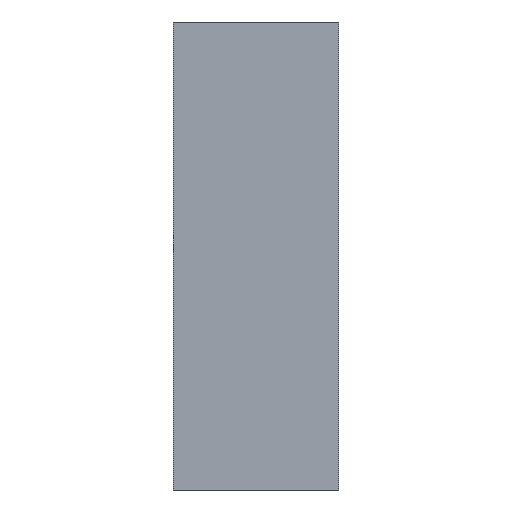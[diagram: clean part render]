
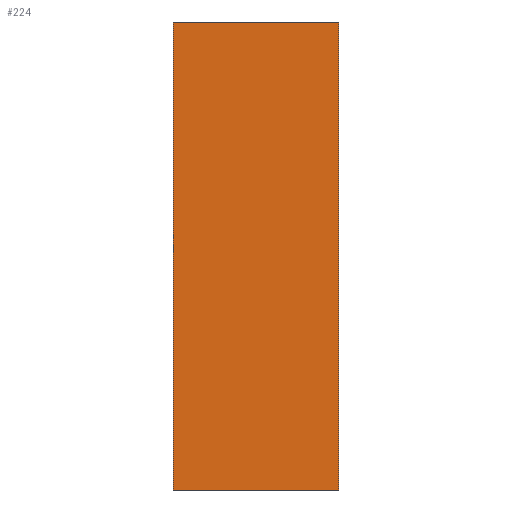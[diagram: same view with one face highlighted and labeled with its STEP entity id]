
A CAD part, left-side view. The second image highlights one B-rep face of the part: STEP entity #224.
In plain terms, the highlighted planar face has unit normal (-1, 0, 0).
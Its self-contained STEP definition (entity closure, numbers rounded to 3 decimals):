
#31 = DIRECTION ( 'NONE',  ( 0., -1., 0. ) ) ;
#69 = DIRECTION ( 'NONE',  ( 0., 0., 1. ) ) ;
#77 = VECTOR ( 'NONE', #31, 1000. ) ;
#82 = EDGE_CURVE ( 'NONE', #571, #485, #405, .T. ) ;
#91 = EDGE_CURVE ( 'NONE', #485, #502, #452, .T. ) ;
#109 = EDGE_LOOP ( 'NONE', ( #264, #133, #161, #585 ) ) ;
#128 = CARTESIAN_POINT ( 'NONE',  ( -10.726, 12., 22.071 ) ) ;
#132 = FACE_OUTER_BOUND ( 'NONE', #109, .T. ) ;
#133 = ORIENTED_EDGE ( 'NONE', *, *, #417, .F. ) ;
#161 = ORIENTED_EDGE ( 'NONE', *, *, #564, .F. ) ;
#176 = CARTESIAN_POINT ( 'NONE',  ( -10.726, 12., -11.929 ) ) ;
#182 = PLANE ( 'NONE',  #538 ) ;
#192 = CARTESIAN_POINT ( 'NONE',  ( -10.726, 12., -11.929 ) ) ;
#220 = CARTESIAN_POINT ( 'NONE',  ( -10.726, 0., 22.071 ) ) ;
#224 = ADVANCED_FACE ( 'NONE', ( #132 ), #182, .F. ) ;
#233 = DIRECTION ( 'NONE',  ( 0., -1., 0. ) ) ;
#252 = CARTESIAN_POINT ( 'NONE',  ( -10.726, 0., 22.071 ) ) ;
#264 = ORIENTED_EDGE ( 'NONE', *, *, #91, .T. ) ;
#280 = LINE ( 'NONE', #390, #539 ) ;
#287 = CARTESIAN_POINT ( 'NONE',  ( -10.726, 12., 22.071 ) ) ;
#312 = VECTOR ( 'NONE', #233, 1000. ) ;
#336 = CARTESIAN_POINT ( 'NONE',  ( -10.726, 12., 22.071 ) ) ;
#341 = DIRECTION ( 'NONE',  ( 0., 0., 1. ) ) ;
#372 = DIRECTION ( 'NONE',  ( 1., 0., 0. ) ) ;
#390 = CARTESIAN_POINT ( 'NONE',  ( -10.726, 12., -1.929 ) ) ;
#405 = LINE ( 'NONE', #176, #77 ) ;
#417 = EDGE_CURVE ( 'NONE', #579, #502, #616, .T. ) ;
#452 = LINE ( 'NONE', #220, #504 ) ;
#485 = VERTEX_POINT ( 'NONE', #490 ) ;
#490 = CARTESIAN_POINT ( 'NONE',  ( -10.726, 0., -11.929 ) ) ;
#502 = VERTEX_POINT ( 'NONE', #252 ) ;
#504 = VECTOR ( 'NONE', #69, 1000. ) ;
#538 = AXIS2_PLACEMENT_3D ( 'NONE', #128, #372, #555 ) ;
#539 = VECTOR ( 'NONE', #341, 1000. ) ;
#555 = DIRECTION ( 'NONE',  ( 0., 0., -1. ) ) ;
#564 = EDGE_CURVE ( 'NONE', #571, #579, #280, .T. ) ;
#571 = VERTEX_POINT ( 'NONE', #192 ) ;
#579 = VERTEX_POINT ( 'NONE', #287 ) ;
#585 = ORIENTED_EDGE ( 'NONE', *, *, #82, .T. ) ;
#616 = LINE ( 'NONE', #336, #312 ) ;
